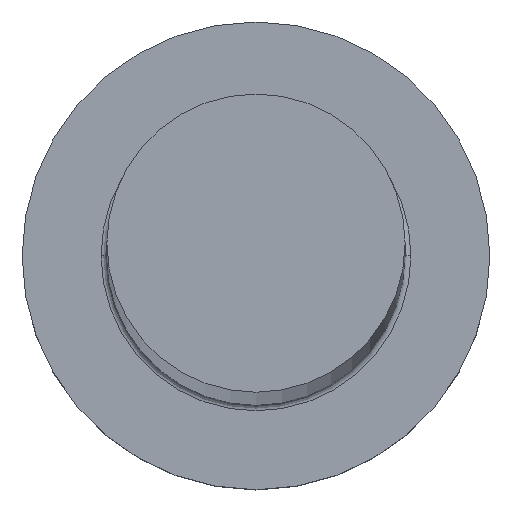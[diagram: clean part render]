
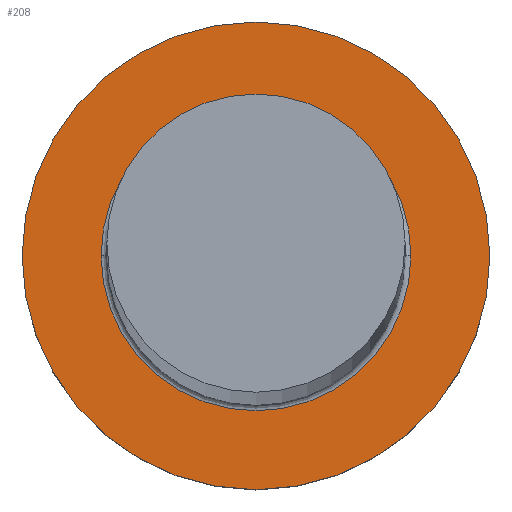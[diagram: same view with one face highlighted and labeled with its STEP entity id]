
A CAD part, top view. The second image highlights one B-rep face of the part: STEP entity #208.
In plain terms, the highlighted planar face has unit normal (0, 0, 1).
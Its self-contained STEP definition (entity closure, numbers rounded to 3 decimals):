
#30 = DIRECTION ( 'NONE',  ( 0., 0., 1. ) ) ;
#36 = CARTESIAN_POINT ( 'NONE',  ( 0., 0., 5. ) ) ;
#39 = CARTESIAN_POINT ( 'NONE',  ( 0., 0., 5. ) ) ;
#42 = FACE_OUTER_BOUND ( 'NONE', #77, .T. ) ;
#51 = VERTEX_POINT ( 'NONE', #272 ) ;
#57 = CIRCLE ( 'NONE', #75, 8. ) ;
#61 = EDGE_CURVE ( 'NONE', #51, #174, #175, .T. ) ;
#67 = PLANE ( 'NONE',  #195 ) ;
#72 = AXIS2_PLACEMENT_3D ( 'NONE', #179, #223, #226 ) ;
#75 = AXIS2_PLACEMENT_3D ( 'NONE', #36, #30, #129 ) ;
#77 = EDGE_LOOP ( 'NONE', ( #306, #128 ) ) ;
#93 = CARTESIAN_POINT ( 'NONE',  ( -5.3, 0., 5. ) ) ;
#103 = CIRCLE ( 'NONE', #269, 8. ) ;
#107 = CARTESIAN_POINT ( 'NONE',  ( 8., 0., 5. ) ) ;
#128 = ORIENTED_EDGE ( 'NONE', *, *, #187, .T. ) ;
#129 = DIRECTION ( 'NONE',  ( 1., 0., 0. ) ) ;
#134 = DIRECTION ( 'NONE',  ( 1., 0., 0. ) ) ;
#138 = DIRECTION ( 'NONE',  ( 0., 0., 1. ) ) ;
#149 = VERTEX_POINT ( 'NONE', #243 ) ;
#152 = EDGE_CURVE ( 'NONE', #149, #283, #57, .T. ) ;
#157 = EDGE_CURVE ( 'NONE', #174, #51, #220, .T. ) ;
#158 = CARTESIAN_POINT ( 'NONE',  ( 0., 0., 5. ) ) ;
#160 = CARTESIAN_POINT ( 'NONE',  ( 0., 0., 5. ) ) ;
#164 = FACE_BOUND ( 'NONE', #285, .T. ) ;
#166 = DIRECTION ( 'NONE',  ( 1., 0., 0. ) ) ;
#174 = VERTEX_POINT ( 'NONE', #93 ) ;
#175 = CIRCLE ( 'NONE', #215, 5.3 ) ;
#179 = CARTESIAN_POINT ( 'NONE',  ( 0., 0., 5. ) ) ;
#186 = DIRECTION ( 'NONE',  ( 1., 0., 0. ) ) ;
#187 = EDGE_CURVE ( 'NONE', #283, #149, #103, .T. ) ;
#195 = AXIS2_PLACEMENT_3D ( 'NONE', #160, #138, #166 ) ;
#208 = ADVANCED_FACE ( 'NONE', ( #164, #42 ), #67, .T. ) ;
#215 = AXIS2_PLACEMENT_3D ( 'NONE', #158, #270, #134 ) ;
#220 = CIRCLE ( 'NONE', #72, 5.3 ) ;
#223 = DIRECTION ( 'NONE',  ( 0., 0., -1. ) ) ;
#226 = DIRECTION ( 'NONE',  ( 1., 0., 0. ) ) ;
#242 = ORIENTED_EDGE ( 'NONE', *, *, #157, .T. ) ;
#243 = CARTESIAN_POINT ( 'NONE',  ( -8., 0., 5. ) ) ;
#269 = AXIS2_PLACEMENT_3D ( 'NONE', #39, #274, #186 ) ;
#270 = DIRECTION ( 'NONE',  ( 0., 0., -1. ) ) ;
#272 = CARTESIAN_POINT ( 'NONE',  ( 5.3, 0., 5. ) ) ;
#274 = DIRECTION ( 'NONE',  ( 0., 0., 1. ) ) ;
#283 = VERTEX_POINT ( 'NONE', #107 ) ;
#285 = EDGE_LOOP ( 'NONE', ( #307, #242 ) ) ;
#306 = ORIENTED_EDGE ( 'NONE', *, *, #152, .T. ) ;
#307 = ORIENTED_EDGE ( 'NONE', *, *, #61, .T. ) ;
